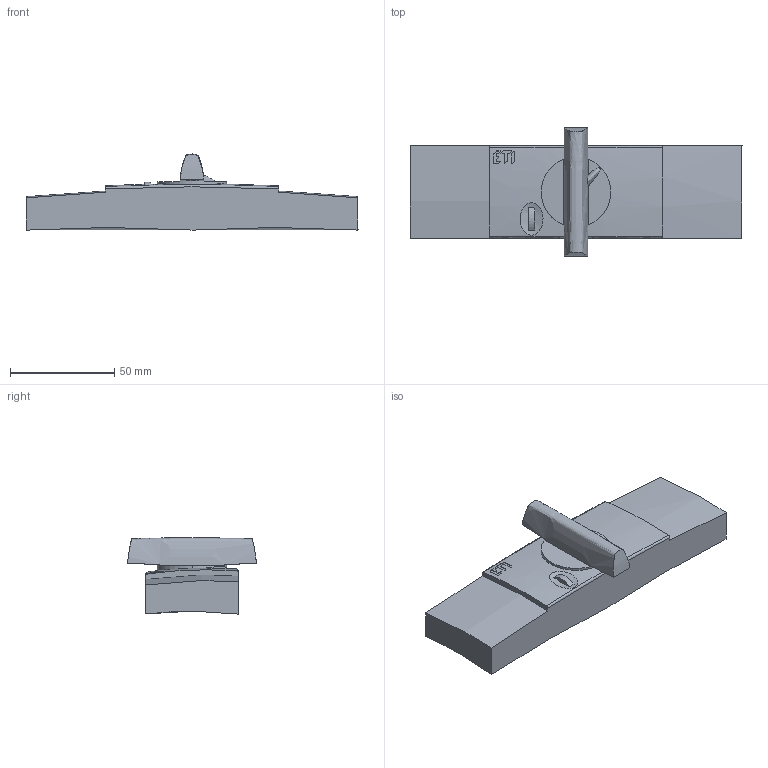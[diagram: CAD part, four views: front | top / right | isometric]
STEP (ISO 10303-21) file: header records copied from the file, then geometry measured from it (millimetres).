
FILE_DESCRIPTION((''),'2;1');
FILE_NAME('22696011_ASM','2021-09-17T',('marketing.praksa'),('Audax d.o.o.'),'CREO PARAMETRIC BY PTC INC, 2017480','CREO PARAMETRIC BY PTC INC, 2017480','');
FILE_SCHEMA(('AUTOMOTIVE_DESIGN { 1 0 10303 214 1 1 1 1 }'));
Length unit declared in the file: millimetre
Products named in the file (4): 22696011_02; BASE; PRT9562; 22696011_ASM
Assembly tree (3 placements, depth 2):
  22696011_ASM
    22696011_02
    BASE
    PRT9562
Bounding box: 159.2 x 61.79 x 36.55 mm (x, y, z)
Volume: 134764 mm3; surface area: 28045.1 mm2
Topology: 5 solids, 5 shells, 172 faces, 483 edges, 329 vertices
Faces by surface type: plane 94, cylinder 65, bspline 9, revolution 3, torus 1
Entity records: 9496 total; most frequent: CARTESIAN_POINT 2151, ORIENTED_EDGE 958, DIRECTION 786, PRESENTATION_STYLE_ASSIGNMENT 659, STYLED_ITEM 659, CURVE_STYLE 482, EDGE_CURVE 479, VERTEX_POINT 329
